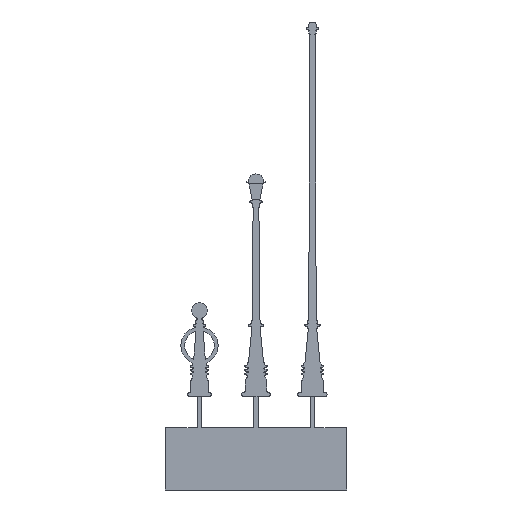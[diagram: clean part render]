
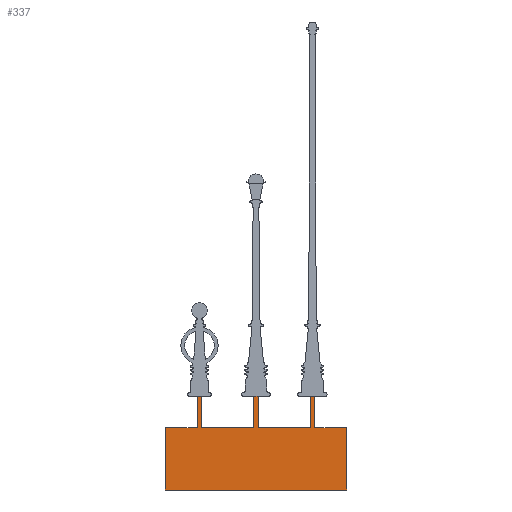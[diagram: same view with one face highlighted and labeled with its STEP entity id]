
A CAD part, front view. The second image highlights one B-rep face of the part: STEP entity #337.
In plain terms, the highlighted planar face has unit normal (0, -1, 0).
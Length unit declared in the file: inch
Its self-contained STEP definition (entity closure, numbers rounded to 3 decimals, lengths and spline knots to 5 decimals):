
#337=ADVANCED_FACE('',(#472),#2288,.T.);
#472=FACE_OUTER_BOUND('',#607,.T.);
#607=EDGE_LOOP('',(#809,#810,#811,#812,#813,#814,#815,#816,#817,#818,#819,
#820,#821,#822,#823,#824));
#809=ORIENTED_EDGE('',*,*,#1522,.T.);
#810=ORIENTED_EDGE('',*,*,#1504,.T.);
#811=ORIENTED_EDGE('',*,*,#1516,.F.);
#812=ORIENTED_EDGE('',*,*,#1511,.T.);
#813=ORIENTED_EDGE('',*,*,#1506,.F.);
#814=ORIENTED_EDGE('',*,*,#1510,.F.);
#815=ORIENTED_EDGE('',*,*,#1521,.F.);
#816=ORIENTED_EDGE('',*,*,#1486,.T.);
#817=ORIENTED_EDGE('',*,*,#1480,.F.);
#818=ORIENTED_EDGE('',*,*,#1487,.F.);
#819=ORIENTED_EDGE('',*,*,#1517,.F.);
#820=ORIENTED_EDGE('',*,*,#1494,.T.);
#821=ORIENTED_EDGE('',*,*,#1490,.T.);
#822=ORIENTED_EDGE('',*,*,#1495,.F.);
#823=ORIENTED_EDGE('',*,*,#1500,.T.);
#824=ORIENTED_EDGE('',*,*,#1478,.F.);
#1478=EDGE_CURVE('',#2029,#2027,#1851,.T.);
#1480=EDGE_CURVE('',#2032,#2031,#1853,.T.);
#1486=EDGE_CURVE('',#2035,#2031,#1859,.T.);
#1487=EDGE_CURVE('',#2036,#2032,#1860,.T.);
#1490=EDGE_CURVE('',#2039,#2040,#1863,.T.);
#1494=EDGE_CURVE('',#2043,#2039,#1867,.T.);
#1495=EDGE_CURVE('',#2044,#2040,#1868,.T.);
#1500=EDGE_CURVE('',#2044,#2027,#1873,.T.);
#1504=EDGE_CURVE('',#2049,#2047,#1877,.T.);
#1506=EDGE_CURVE('',#2051,#2052,#1879,.T.);
#1510=EDGE_CURVE('',#2055,#2051,#1883,.T.);
#1511=EDGE_CURVE('',#2056,#2052,#1884,.T.);
#1516=EDGE_CURVE('',#2056,#2047,#1889,.T.);
#1517=EDGE_CURVE('',#2043,#2036,#1890,.T.);
#1521=EDGE_CURVE('',#2035,#2055,#1894,.T.);
#1522=EDGE_CURVE('',#2029,#2049,#1895,.T.);
#1851=B_SPLINE_CURVE_WITH_KNOTS('',1,(#2881,#2882),.UNSPECIFIED.,.F.,.F.,
(2,2),(0.36916,0.75),.UNSPECIFIED.);
#1853=B_SPLINE_CURVE_WITH_KNOTS('',1,(#2885,#2886),.UNSPECIFIED.,.F.,.F.,
(2,2),(-0.31517,0.),.UNSPECIFIED.);
#1859=B_SPLINE_CURVE_WITH_KNOTS('',1,(#2897,#2898),.UNSPECIFIED.,.F.,.F.,
(2,2),(0.58505,0.75),.UNSPECIFIED.);
#1860=B_SPLINE_CURVE_WITH_KNOTS('',1,(#2899,#2900),.UNSPECIFIED.,.F.,.F.,
(2,2),(0.58505,0.75),.UNSPECIFIED.);
#1863=B_SPLINE_CURVE_WITH_KNOTS('',1,(#2905,#2906),.UNSPECIFIED.,.F.,.F.,
(2,2),(0.,0.31517),.UNSPECIFIED.);
#1867=B_SPLINE_CURVE_WITH_KNOTS('',1,(#2913,#2914),.UNSPECIFIED.,.F.,.F.,
(2,2),(0.2936,0.75),.UNSPECIFIED.);
#1868=B_SPLINE_CURVE_WITH_KNOTS('',1,(#2915,#2916),.UNSPECIFIED.,.F.,.F.,
(2,2),(0.2936,0.75),.UNSPECIFIED.);
#1873=B_SPLINE_CURVE_WITH_KNOTS('',1,(#2925,#2926),.UNSPECIFIED.,.F.,.F.,
(2,2),(0.23456,0.31517),.UNSPECIFIED.);
#1877=B_SPLINE_CURVE_WITH_KNOTS('',1,(#2933,#2934),.UNSPECIFIED.,.F.,.F.,
(2,2),(0.36916,0.75),.UNSPECIFIED.);
#1879=B_SPLINE_CURVE_WITH_KNOTS('',1,(#2937,#2938),.UNSPECIFIED.,.F.,.F.,
(2,2),(0.,0.31517),.UNSPECIFIED.);
#1883=B_SPLINE_CURVE_WITH_KNOTS('',1,(#2945,#2946),.UNSPECIFIED.,.F.,.F.,
(2,2),(0.2936,0.75),.UNSPECIFIED.);
#1884=B_SPLINE_CURVE_WITH_KNOTS('',1,(#2947,#2948),.UNSPECIFIED.,.F.,.F.,
(2,2),(0.2936,0.75),.UNSPECIFIED.);
#1889=B_SPLINE_CURVE_WITH_KNOTS('',1,(#2957,#2958),.UNSPECIFIED.,.F.,.F.,
(2,2),(0.23456,0.31517),.UNSPECIFIED.);
#1890=B_SPLINE_CURVE_WITH_KNOTS('',1,(#2959,#2960,#2961),.UNSPECIFIED.,
 .F.,.F.,(2,1,2),(-0.22325,-0.17253,-0.09192),
 .UNSPECIFIED.);
#1894=B_SPLINE_CURVE_WITH_KNOTS('',1,(#2969,#2970),.UNSPECIFIED.,.F.,.F.,
(2,2),(0.,0.10417),.UNSPECIFIED.);
#1895=B_SPLINE_CURVE_WITH_KNOTS('',1,(#2971,#2972),.UNSPECIFIED.,.F.,.F.,
(2,2),(0.,0.36314),.UNSPECIFIED.);
#2027=VERTEX_POINT('',#2843);
#2029=VERTEX_POINT('',#2845);
#2031=VERTEX_POINT('',#2847);
#2032=VERTEX_POINT('',#2848);
#2035=VERTEX_POINT('',#2851);
#2036=VERTEX_POINT('',#2852);
#2039=VERTEX_POINT('',#2855);
#2040=VERTEX_POINT('',#2856);
#2043=VERTEX_POINT('',#2859);
#2044=VERTEX_POINT('',#2860);
#2047=VERTEX_POINT('',#2863);
#2049=VERTEX_POINT('',#2865);
#2051=VERTEX_POINT('',#2867);
#2052=VERTEX_POINT('',#2868);
#2055=VERTEX_POINT('',#2871);
#2056=VERTEX_POINT('',#2872);
#2288=PLANE('',#2459);
#2459=AXIS2_PLACEMENT_3D('',#2841,#2626,$);
#2626=DIRECTION('',(0.,-1.,0.));
#2841=CARTESIAN_POINT('',(53.77462,0.,0.925));
#2843=CARTESIAN_POINT('',(53.41147,0.,1.0625));
#2845=CARTESIAN_POINT('',(53.41147,0.,0.9375));
#2847=CARTESIAN_POINT('',(53.59753,0.,1.125));
#2848=CARTESIAN_POINT('',(53.58856,0.,1.125));
#2851=CARTESIAN_POINT('',(53.59753,0.,1.0625));
#2852=CARTESIAN_POINT('',(53.58856,0.,1.0625));
#2855=CARTESIAN_POINT('',(53.48439,0.,1.125));
#2856=CARTESIAN_POINT('',(53.47542,0.,1.125));
#2859=CARTESIAN_POINT('',(53.48439,0.,1.0625));
#2860=CARTESIAN_POINT('',(53.47542,0.,1.0625));
#2863=CARTESIAN_POINT('',(53.77462,0.,1.0625));
#2865=CARTESIAN_POINT('',(53.77462,0.,0.9375));
#2867=CARTESIAN_POINT('',(53.7017,0.,1.125));
#2868=CARTESIAN_POINT('',(53.71068,0.,1.125));
#2871=CARTESIAN_POINT('',(53.7017,0.,1.0625));
#2872=CARTESIAN_POINT('',(53.71068,0.,1.0625));
#2881=CARTESIAN_POINT('',(53.41147,0.,0.9375));
#2882=CARTESIAN_POINT('',(53.41147,0.,1.0625));
#2885=CARTESIAN_POINT('',(53.58856,0.,1.125));
#2886=CARTESIAN_POINT('',(53.59753,0.,1.125));
#2897=CARTESIAN_POINT('',(53.59753,0.,1.0625));
#2898=CARTESIAN_POINT('',(53.59753,0.,1.125));
#2899=CARTESIAN_POINT('',(53.58856,0.,1.0625));
#2900=CARTESIAN_POINT('',(53.58856,0.,1.125));
#2905=CARTESIAN_POINT('',(53.48439,0.,1.125));
#2906=CARTESIAN_POINT('',(53.47542,0.,1.125));
#2913=CARTESIAN_POINT('',(53.48439,0.,1.0625));
#2914=CARTESIAN_POINT('',(53.48439,0.,1.125));
#2915=CARTESIAN_POINT('',(53.47542,0.,1.0625));
#2916=CARTESIAN_POINT('',(53.47542,0.,1.125));
#2925=CARTESIAN_POINT('',(53.47542,0.,1.0625));
#2926=CARTESIAN_POINT('',(53.41147,0.,1.0625));
#2933=CARTESIAN_POINT('',(53.77462,0.,0.9375));
#2934=CARTESIAN_POINT('',(53.77462,0.,1.0625));
#2937=CARTESIAN_POINT('',(53.7017,0.,1.125));
#2938=CARTESIAN_POINT('',(53.71068,0.,1.125));
#2945=CARTESIAN_POINT('',(53.7017,0.,1.0625));
#2946=CARTESIAN_POINT('',(53.7017,0.,1.125));
#2947=CARTESIAN_POINT('',(53.71068,0.,1.0625));
#2948=CARTESIAN_POINT('',(53.71068,0.,1.125));
#2957=CARTESIAN_POINT('',(53.71068,0.,1.0625));
#2958=CARTESIAN_POINT('',(53.77462,0.,1.0625));
#2959=CARTESIAN_POINT('',(53.48439,0.,1.0625));
#2960=CARTESIAN_POINT('',(53.52462,0.,1.0625));
#2961=CARTESIAN_POINT('',(53.58856,0.,1.0625));
#2969=CARTESIAN_POINT('',(53.59753,0.,1.0625));
#2970=CARTESIAN_POINT('',(53.7017,0.,1.0625));
#2971=CARTESIAN_POINT('',(53.41147,0.,0.9375));
#2972=CARTESIAN_POINT('',(53.77462,0.,0.9375));
